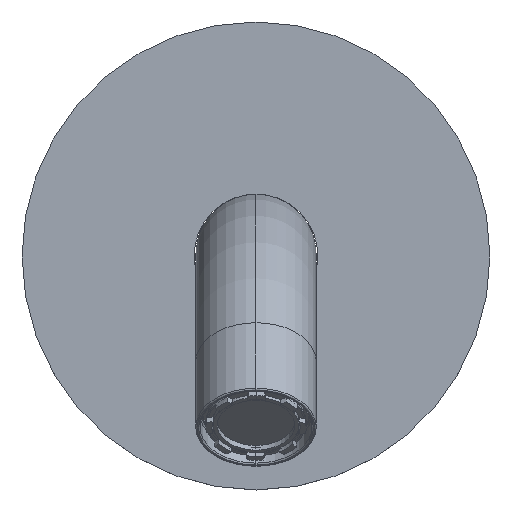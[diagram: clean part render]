
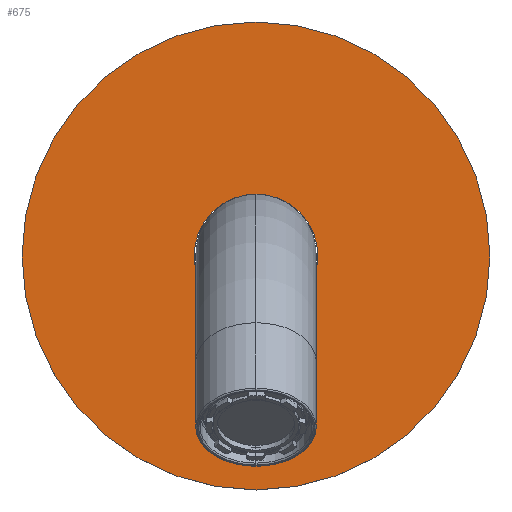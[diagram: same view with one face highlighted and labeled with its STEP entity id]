
A CAD part, top view. The second image highlights one B-rep face of the part: STEP entity #675.
In plain terms, the highlighted planar face has unit normal (0, 0, 1).
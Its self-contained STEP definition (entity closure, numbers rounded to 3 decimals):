
#13 = ORIENTED_EDGE ( 'NONE', *, *, #1570, .F. ) ;
#192 = DIRECTION ( 'NONE',  ( 0., 0., 1. ) ) ;
#425 = DIRECTION ( 'NONE',  ( 0., 0., 1. ) ) ;
#675 = ADVANCED_FACE ( 'NONE', ( #4291, #809 ), #2373, .T. ) ;
#809 = FACE_OUTER_BOUND ( 'NONE', #3308, .T. ) ;
#897 = AXIS2_PLACEMENT_3D ( 'NONE', #3491, #5005, #1573 ) ;
#901 = EDGE_LOOP ( 'NONE', ( #2824, #13 ) ) ;
#1059 = CARTESIAN_POINT ( 'NONE',  ( 0., 0., 4. ) ) ;
#1160 = DIRECTION ( 'NONE',  ( 1., 0., 0. ) ) ;
#1181 = EDGE_CURVE ( 'NONE', #2996, #4009, #2224, .T. ) ;
#1258 = EDGE_CURVE ( 'NONE', #4034, #3946, #1825, .T. ) ;
#1558 = CARTESIAN_POINT ( 'NONE',  ( -9.25, 0., 4. ) ) ;
#1570 = EDGE_CURVE ( 'NONE', #4009, #2996, #1907, .T. ) ;
#1573 = DIRECTION ( 'NONE',  ( 1., 0., 0. ) ) ;
#1771 = DIRECTION ( 'NONE',  ( 1., 0., 0. ) ) ;
#1816 = CARTESIAN_POINT ( 'NONE',  ( 9.25, 0., 4. ) ) ;
#1825 = CIRCLE ( 'NONE', #3813, 35. ) ;
#1907 = CIRCLE ( 'NONE', #897, 9.25 ) ;
#2006 = DIRECTION ( 'NONE',  ( 1., 0., 0. ) ) ;
#2223 = AXIS2_PLACEMENT_3D ( 'NONE', #1059, #2629, #4171 ) ;
#2224 = CIRCLE ( 'NONE', #2223, 9.25 ) ;
#2373 = PLANE ( 'NONE',  #2632 ) ;
#2629 = DIRECTION ( 'NONE',  ( 0., 0., 1. ) ) ;
#2632 = AXIS2_PLACEMENT_3D ( 'NONE', #3914, #425, #2006 ) ;
#2753 = EDGE_CURVE ( 'NONE', #3946, #4034, #3019, .T. ) ;
#2824 = ORIENTED_EDGE ( 'NONE', *, *, #1181, .F. ) ;
#2996 = VERTEX_POINT ( 'NONE', #1558 ) ;
#3017 = AXIS2_PLACEMENT_3D ( 'NONE', #3680, #192, #1771 ) ;
#3019 = CIRCLE ( 'NONE', #3017, 35. ) ;
#3093 = CARTESIAN_POINT ( 'NONE',  ( 0., 0., 4. ) ) ;
#3308 = EDGE_LOOP ( 'NONE', ( #4710, #4677 ) ) ;
#3491 = CARTESIAN_POINT ( 'NONE',  ( 0., 0., 4. ) ) ;
#3575 = CARTESIAN_POINT ( 'NONE',  ( -35., 0., 4. ) ) ;
#3680 = CARTESIAN_POINT ( 'NONE',  ( 0., 0., 4. ) ) ;
#3813 = AXIS2_PLACEMENT_3D ( 'NONE', #3093, #4624, #1160 ) ;
#3914 = CARTESIAN_POINT ( 'NONE',  ( 0., 0., 4. ) ) ;
#3946 = VERTEX_POINT ( 'NONE', #3575 ) ;
#4009 = VERTEX_POINT ( 'NONE', #1816 ) ;
#4034 = VERTEX_POINT ( 'NONE', #4505 ) ;
#4171 = DIRECTION ( 'NONE',  ( 1., 0., 0. ) ) ;
#4291 = FACE_BOUND ( 'NONE', #901, .T. ) ;
#4505 = CARTESIAN_POINT ( 'NONE',  ( 35., 0., 4. ) ) ;
#4624 = DIRECTION ( 'NONE',  ( 0., 0., 1. ) ) ;
#4677 = ORIENTED_EDGE ( 'NONE', *, *, #2753, .T. ) ;
#4710 = ORIENTED_EDGE ( 'NONE', *, *, #1258, .T. ) ;
#5005 = DIRECTION ( 'NONE',  ( 0., 0., 1. ) ) ;
